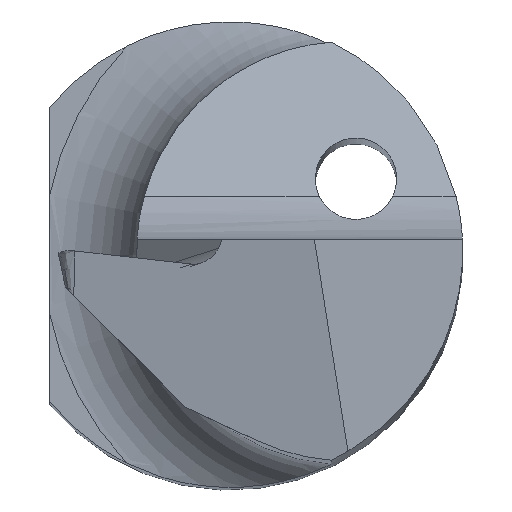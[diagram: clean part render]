
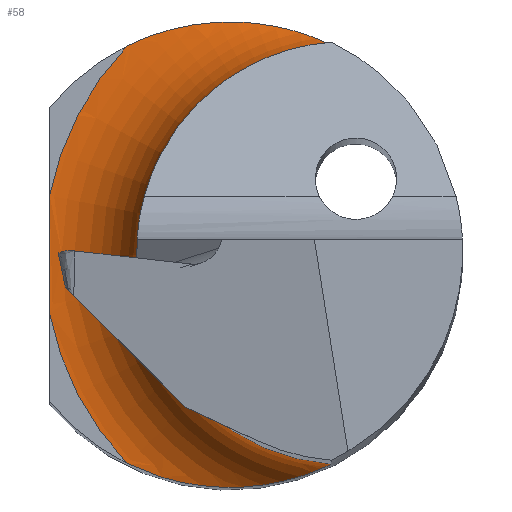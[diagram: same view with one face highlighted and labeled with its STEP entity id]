
A CAD part, top view. The second image highlights one B-rep face of the part: STEP entity #58.
In plain terms, the highlighted toroidal (fillet/blend) face has major radius 2.605 mm and minor radius 0.8 mm.
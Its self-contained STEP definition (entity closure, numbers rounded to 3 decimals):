
#6 = EDGE_CURVE ( 'NONE', #36, #803, #493, .T. ) ;
#21 = EDGE_CURVE ( 'NONE', #803, #220, #550, .T. ) ;
#34 = AXIS2_PLACEMENT_3D ( 'NONE', #862, #774, #122 ) ;
#36 = VERTEX_POINT ( 'NONE', #470 ) ;
#53 = VERTEX_POINT ( 'NONE', #721 ) ;
#58 = ADVANCED_FACE ( 'NONE', ( #485 ), #886, .F. ) ;
#77 = CARTESIAN_POINT ( 'NONE',  ( -1.55, 0., 14.002 ) ) ;
#80 = CARTESIAN_POINT ( 'NONE',  ( 0.751, 1.854, 14.471 ) ) ;
#110 = CARTESIAN_POINT ( 'NONE',  ( 0.314, -1.983, 14.177 ) ) ;
#122 = DIRECTION ( 'NONE',  ( -1., 0., 0. ) ) ;
#135 = AXIS2_PLACEMENT_3D ( 'NONE', #154, #649, #141 ) ;
#141 = DIRECTION ( 'NONE',  ( -1., 0., 0. ) ) ;
#149 = CARTESIAN_POINT ( 'NONE',  ( 0.482, 1.946, 14.248 ) ) ;
#154 = CARTESIAN_POINT ( 'NONE',  ( 1.005, 0., 14.8 ) ) ;
#212 = EDGE_CURVE ( 'NONE', #53, #530, #828, .T. ) ;
#220 = VERTEX_POINT ( 'NONE', #558 ) ;
#281 = CARTESIAN_POINT ( 'NONE',  ( 0.872, 1.8, 14.8 ) ) ;
#285 = CARTESIAN_POINT ( 'NONE',  ( -1.55, 0.508, 14. ) ) ;
#326 = CARTESIAN_POINT ( 'NONE',  ( 0.689, 1.879, 14.409 ) ) ;
#337 = CARTESIAN_POINT ( 'NONE',  ( 0.872, -1.8, 14.8 ) ) ;
#344 = CARTESIAN_POINT ( 'NONE',  ( -0.722, -1.874, 14. ) ) ;
#376 = ORIENTED_EDGE ( 'NONE', *, *, #6, .T. ) ;
#386 = AXIS2_PLACEMENT_3D ( 'NONE', #594, #503, #438 ) ;
#400 = CARTESIAN_POINT ( 'NONE',  ( -0.722, 1.874, 14. ) ) ;
#402 = CARTESIAN_POINT ( 'NONE',  ( -1.55, -0.339, 14. ) ) ;
#407 = CARTESIAN_POINT ( 'NONE',  ( -0.026, 2.007, 14.076 ) ) ;
#409 = EDGE_CURVE ( 'NONE', #220, #480, #659, .T. ) ;
#413 = CARTESIAN_POINT ( 'NONE',  ( -0.204, -1.998, 14.045 ) ) ;
#430 = AXIS2_PLACEMENT_3D ( 'NONE', #990, #726, #817 ) ;
#433 = CARTESIAN_POINT ( 'NONE',  ( -0.884, -1.794, 14. ) ) ;
#438 = DIRECTION ( 'NONE',  ( -1., 0., 0. ) ) ;
#439 = CARTESIAN_POINT ( 'NONE',  ( 0.872, -1.8, 14.709 ) ) ;
#466 = ORIENTED_EDGE ( 'NONE', *, *, #409, .T. ) ;
#470 = CARTESIAN_POINT ( 'NONE',  ( 0.872, -1.8, 14.8 ) ) ;
#480 = VERTEX_POINT ( 'NONE', #285 ) ;
#485 = FACE_OUTER_BOUND ( 'NONE', #529, .T. ) ;
#493 = CIRCLE ( 'NONE', #135, 1.805 ) ;
#503 = DIRECTION ( 'NONE',  ( 0., 0., 1. ) ) ;
#529 = EDGE_LOOP ( 'NONE', ( #540, #1035, #968, #376, #608, #466 ) ) ;
#530 = VERTEX_POINT ( 'NONE', #837 ) ;
#540 = ORIENTED_EDGE ( 'NONE', *, *, #1017, .T. ) ;
#550 = B_SPLINE_CURVE_WITH_KNOTS ( 'NONE', 3,
 ( #1051, #560, #899, #80, #326, #149, #895, #407, #806, #904, #400, #798 ),
 .UNSPECIFIED., .F., .F.,
 ( 4, 2, 2, 2, 2, 4 ),
 ( 0., 0., 0.001, 0.001, 0.002, 0.002 ),
 .UNSPECIFIED. ) ;
#558 = CARTESIAN_POINT ( 'NONE',  ( -0.884, 1.794, 14. ) ) ;
#560 = CARTESIAN_POINT ( 'NONE',  ( 0.872, 1.8, 14.709 ) ) ;
#583 = CARTESIAN_POINT ( 'NONE',  ( 0.689, -1.879, 14.408 ) ) ;
#585 = B_SPLINE_CURVE_WITH_KNOTS ( 'NONE', 3,
 ( #801, #814, #985, #77, #795, #402, #734 ),
 .UNSPECIFIED., .F., .F.,
 ( 4, 3, 4 ),
 ( 0., 0.001, 0.001 ),
 .UNSPECIFIED. ) ;
#590 = CARTESIAN_POINT ( 'NONE',  ( -0.553, -1.93, 14.007 ) ) ;
#594 = CARTESIAN_POINT ( 'NONE',  ( 1.005, 0., 14. ) ) ;
#608 = ORIENTED_EDGE ( 'NONE', *, *, #21, .T. ) ;
#649 = DIRECTION ( 'NONE',  ( 0., 0., -1. ) ) ;
#659 = CIRCLE ( 'NONE', #386, 2.605 ) ;
#671 = CARTESIAN_POINT ( 'NONE',  ( 0.48, -1.947, 14.247 ) ) ;
#719 = EDGE_CURVE ( 'NONE', #530, #36, #807, .T. ) ;
#721 = CARTESIAN_POINT ( 'NONE',  ( -1.55, -0.508, 14. ) ) ;
#726 = DIRECTION ( 'NONE',  ( 0., 0., 1. ) ) ;
#734 = CARTESIAN_POINT ( 'NONE',  ( -1.55, -0.508, 14. ) ) ;
#746 = CARTESIAN_POINT ( 'NONE',  ( -0.026, -2.007, 14.076 ) ) ;
#774 = DIRECTION ( 'NONE',  ( 0., 0., 1. ) ) ;
#795 = CARTESIAN_POINT ( 'NONE',  ( -1.55, -0.169, 14.002 ) ) ;
#798 = CARTESIAN_POINT ( 'NONE',  ( -0.884, 1.794, 14. ) ) ;
#801 = CARTESIAN_POINT ( 'NONE',  ( -1.55, 0.508, 14. ) ) ;
#803 = VERTEX_POINT ( 'NONE', #281 ) ;
#806 = CARTESIAN_POINT ( 'NONE',  ( -0.203, 1.998, 14.045 ) ) ;
#807 = B_SPLINE_CURVE_WITH_KNOTS ( 'NONE', 3,
 ( #433, #344, #590, #413, #746, #110, #671, #583, #1001, #1009, #439, #337 ),
 .UNSPECIFIED., .F., .F.,
 ( 4, 2, 2, 2, 2, 4 ),
 ( 0., 0.001, 0.001, 0.002, 0.002, 0.002 ),
 .UNSPECIFIED. ) ;
#814 = CARTESIAN_POINT ( 'NONE',  ( -1.55, 0.339, 14. ) ) ;
#817 = DIRECTION ( 'NONE',  ( -1., 0., 0. ) ) ;
#828 = CIRCLE ( 'NONE', #34, 2.605 ) ;
#837 = CARTESIAN_POINT ( 'NONE',  ( -0.884, -1.794, 14. ) ) ;
#862 = CARTESIAN_POINT ( 'NONE',  ( 1.005, 0., 14. ) ) ;
#886 = TOROIDAL_SURFACE ( 'NONE', #430, 2.605, 0.8 ) ;
#895 = CARTESIAN_POINT ( 'NONE',  ( 0.317, 1.982, 14.178 ) ) ;
#899 = CARTESIAN_POINT ( 'NONE',  ( 0.843, 1.814, 14.621 ) ) ;
#904 = CARTESIAN_POINT ( 'NONE',  ( -0.553, 1.93, 14.007 ) ) ;
#968 = ORIENTED_EDGE ( 'NONE', *, *, #719, .T. ) ;
#985 = CARTESIAN_POINT ( 'NONE',  ( -1.55, 0.169, 14.002 ) ) ;
#990 = CARTESIAN_POINT ( 'NONE',  ( 1.005, 0., 14.8 ) ) ;
#1001 = CARTESIAN_POINT ( 'NONE',  ( 0.75, -1.855, 14.471 ) ) ;
#1009 = CARTESIAN_POINT ( 'NONE',  ( 0.843, -1.814, 14.621 ) ) ;
#1017 = EDGE_CURVE ( 'NONE', #480, #53, #585, .T. ) ;
#1035 = ORIENTED_EDGE ( 'NONE', *, *, #212, .T. ) ;
#1051 = CARTESIAN_POINT ( 'NONE',  ( 0.872, 1.8, 14.8 ) ) ;
